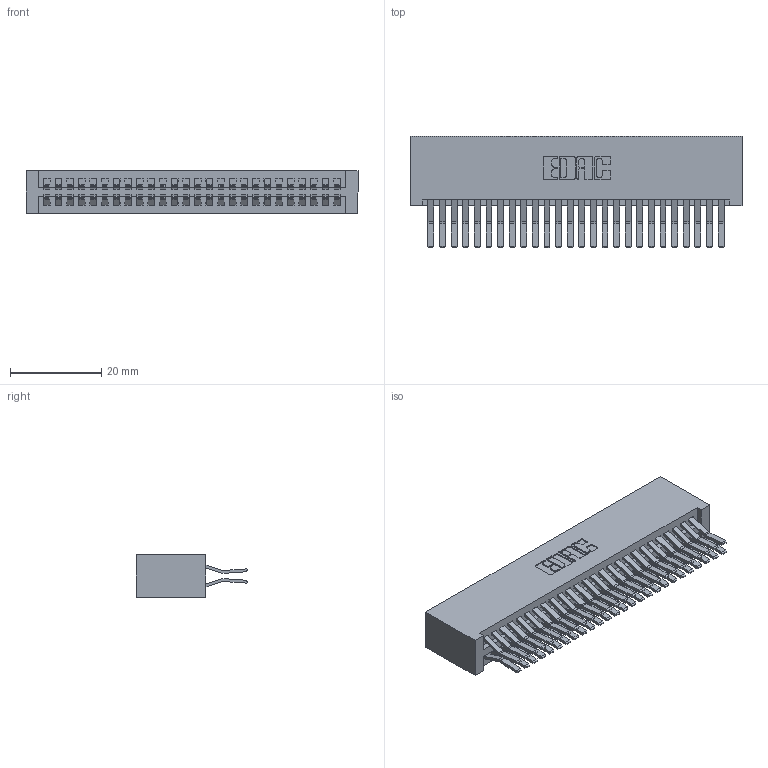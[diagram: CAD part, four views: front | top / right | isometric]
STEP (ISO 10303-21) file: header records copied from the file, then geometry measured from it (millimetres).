
FILE_DESCRIPTION (( 'STEP AP203' ), '1' );
FILE_NAME ('345-052-560-201.STEP', '2019-10-29T17:45:07', ( '' ), ( '' ), 'SwSTEP 2.0', 'SolidWorks 2016', '' );
FILE_SCHEMA (( 'CONFIG_CONTROL_DESIGN' ));
Length unit declared in the file: inch
Products named in the file (3): 345-052-560-201; 345-292-001_560 Tail; 345 Part_No Mounting Lugs
Assembly tree (53 placements, depth 2):
  345-052-560-201
    345 Part_No Mounting Lugs
    345-292-001_560 Tail  x52
Bounding box: 72.64 x 24.45 x 9.4 mm (x, y, z)
Volume: 7864.9 mm3; surface area: 12495.7 mm2
Topology: 53 solids, 53 shells, 2822 faces, 8377 edges, 5514 vertices
Faces by surface type: plane 1792, cylinder 1030
Entity records: 22365 total; most frequent: CARTESIAN_POINT 3764, ORIENTED_EDGE 3698, DIRECTION 3337, EDGE_CURVE 1849, VECTOR 1617, LINE 1617, VERTEX_POINT 1230, AXIS2_PLACEMENT_3D 860
